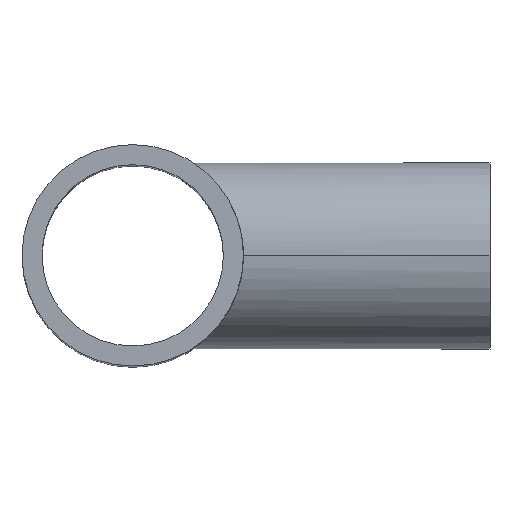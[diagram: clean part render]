
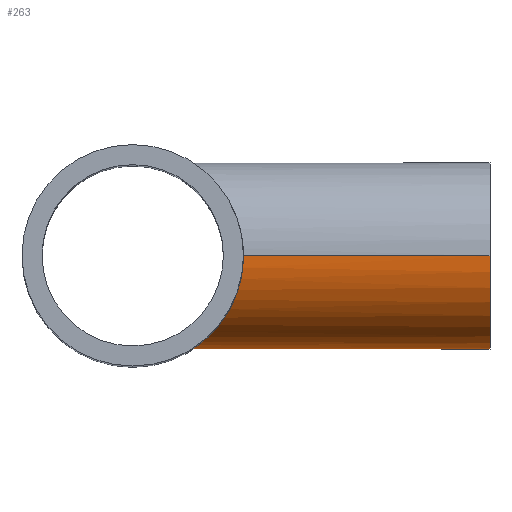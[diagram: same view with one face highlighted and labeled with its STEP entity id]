
A CAD part, top view. The second image highlights one B-rep face of the part: STEP entity #263.
In plain terms, the highlighted cylindrical face has radius 31.5 mm (diameter 63 mm), a partial arc.
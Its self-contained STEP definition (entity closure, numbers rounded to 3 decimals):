
#1 = CARTESIAN_POINT ( 'NONE',  ( 31.992, -19.655, -24.699 ) ) ;
#3 = CARTESIAN_POINT ( 'NONE',  ( 23.575, -29.164, -11.914 ) ) ;
#7 = CARTESIAN_POINT ( 'NONE',  ( 34.97, -13.58, -28.442 ) ) ;
#10 = CARTESIAN_POINT ( 'NONE',  ( 121., 0., 31.5 ) ) ;
#14 = CARTESIAN_POINT ( 'NONE',  ( 23.343, -29.35, -11.449 ) ) ;
#18 = VECTOR ( 'NONE', #662, 1000. ) ;
#42 = CARTESIAN_POINT ( 'NONE',  ( 121., 0., 0. ) ) ;
#47 = CARTESIAN_POINT ( 'NONE',  ( 29.466, -23.21, 21.319 ) ) ;
#49 = CARTESIAN_POINT ( 'NONE',  ( 36.728, -7.591, 30.576 ) ) ;
#51 = CARTESIAN_POINT ( 'NONE',  ( 33.111, -17.611, 26.122 ) ) ;
#53 = CIRCLE ( 'NONE', #401, 31.5 ) ;
#55 = CARTESIAN_POINT ( 'NONE',  ( 37.5, -2.221, -31.5 ) ) ;
#57 = CARTESIAN_POINT ( 'NONE',  ( 20.435, -31.444, 2.176 ) ) ;
#59 = CARTESIAN_POINT ( 'NONE',  ( 27.11, -25.912, -17.918 ) ) ;
#62 = CARTESIAN_POINT ( 'NONE',  ( 22.893, -29.702, -10.501 ) ) ;
#65 = CARTESIAN_POINT ( 'NONE',  ( 36.732, -7.571, -30.582 ) ) ;
#68 = VERTEX_POINT ( 'NONE', #425 ) ;
#70 = ORIENTED_EDGE ( 'NONE', *, *, #358, .F. ) ;
#86 = CARTESIAN_POINT ( 'NONE',  ( 121., 0., -31.5 ) ) ;
#93 = CARTESIAN_POINT ( 'NONE',  ( 37.5, 0., 31.5 ) ) ;
#94 = EDGE_CURVE ( 'NONE', #328, #68, #135, .T. ) ;
#101 = FACE_OUTER_BOUND ( 'NONE', #608, .T. ) ;
#102 = CARTESIAN_POINT ( 'NONE',  ( 37.5, 0., -31.5 ) ) ;
#106 = CARTESIAN_POINT ( 'NONE',  ( 26.305, -26.736, 16.684 ) ) ;
#109 = CARTESIAN_POINT ( 'NONE',  ( 34.595, -14.506, -27.98 ) ) ;
#113 = CARTESIAN_POINT ( 'NONE',  ( 25.786, -27.236, 15.855 ) ) ;
#124 = AXIS2_PLACEMENT_3D ( 'NONE', #153, #620, #197 ) ;
#135 = LINE ( 'NONE', #86, #18 ) ;
#139 = VECTOR ( 'NONE', #234, 1000. ) ;
#146 = CARTESIAN_POINT ( 'NONE',  ( 33.976, -15.878, 27.21 ) ) ;
#151 = CARTESIAN_POINT ( 'NONE',  ( 34.96, -13.603, 28.431 ) ) ;
#153 = CARTESIAN_POINT ( 'NONE',  ( 121., 0., 0. ) ) ;
#155 = CARTESIAN_POINT ( 'NONE',  ( 21.047, -31.039, -5.472 ) ) ;
#157 = CARTESIAN_POINT ( 'NONE',  ( 21.676, -30.603, -7.538 ) ) ;
#159 = CARTESIAN_POINT ( 'NONE',  ( 28.961, -23.836, -20.617 ) ) ;
#167 = CARTESIAN_POINT ( 'NONE',  ( 31.013, -21.15, -23.425 ) ) ;
#195 = CARTESIAN_POINT ( 'NONE',  ( 36.367, -9.162, 30.143 ) ) ;
#197 = DIRECTION ( 'NONE',  ( 0., 0., 1. ) ) ;
#199 = CARTESIAN_POINT ( 'NONE',  ( 35.647, -11.687, 29.271 ) ) ;
#203 = CARTESIAN_POINT ( 'NONE',  ( 22.674, -29.87, -10.016 ) ) ;
#212 = CARTESIAN_POINT ( 'NONE',  ( 28.944, -23.857, 20.593 ) ) ;
#216 = CARTESIAN_POINT ( 'NONE',  ( 36.372, -9.142, -30.149 ) ) ;
#234 = DIRECTION ( 'NONE',  ( -1., 0., 0. ) ) ;
#246 = CARTESIAN_POINT ( 'NONE',  ( 121., 0., -31.5 ) ) ;
#252 = CARTESIAN_POINT ( 'NONE',  ( 31., -21.169, 23.407 ) ) ;
#254 = CARTESIAN_POINT ( 'NONE',  ( 27.374, -25.633, -18.315 ) ) ;
#255 = CARTESIAN_POINT ( 'NONE',  ( 20.346, -31.501, 1.08 ) ) ;
#256 = CARTESIAN_POINT ( 'NONE',  ( 28.17, -24.756, -19.484 ) ) ;
#259 = CARTESIAN_POINT ( 'NONE',  ( 25.795, -27.26, -15.903 ) ) ;
#261 = ORIENTED_EDGE ( 'NONE', *, *, #94, .F. ) ;
#262 = CARTESIAN_POINT ( 'NONE',  ( 27.886, -25.085, 19.077 ) ) ;
#263 = ADVANCED_FACE ( 'NONE', ( #101 ), #673, .T. ) ;
#281 = B_SPLINE_CURVE_WITH_KNOTS ( 'NONE', 3,
 ( #93, #680, #290, #295, #49, #676, #195, #360, #199, #151, #363, #146, #406, #624, #51, #305, #252, #47, #212, #262, #309, #106, #113, #376, #306, #636, #647, #483, #530, #420, #533, #578, #317, #310, #580, #57, #255, #531, #372, #529, #431, #472, #155, #157, #584, #203, #62, #14, #3, #423, #259, #59, #254, #638, #256, #159, #471, #167, #1, #475, #418, #109, #7, #536, #369, #216, #575, #65, #365, #480, #55, #102 ),
 .UNSPECIFIED., .F., .F.,
 ( 4, 2, 2, 2, 2, 2, 2, 2, 2, 2, 2, 2, 2, 2, 2, 2, 2, 2, 2, 2, 2, 2, 2, 2, 2, 2, 2, 2, 2, 2, 2, 2, 2, 2, 2, 4 ),
 ( 0., 0.007, 0.008, 0.01, 0.013, 0.016, 0.018, 0.02, 0.026, 0.03, 0.033, 0.036, 0.04, 0.041, 0.043, 0.046, 0.048, 0.049, 0.053, 0.054, 0.056, 0.059, 0.063, 0.064, 0.066, 0.072, 0.074, 0.076, 0.079, 0.086, 0.089, 0.092, 0.095, 0.097, 0.099, 0.105 ),
 .UNSPECIFIED. ) ;
#290 = CARTESIAN_POINT ( 'NONE',  ( 37.302, -4.408, 31.265 ) ) ;
#295 = CARTESIAN_POINT ( 'NONE',  ( 36.833, -7.064, 30.703 ) ) ;
#305 = CARTESIAN_POINT ( 'NONE',  ( 31.979, -19.675, 24.682 ) ) ;
#306 = CARTESIAN_POINT ( 'NONE',  ( 24.275, -28.589, 13.263 ) ) ;
#309 = CARTESIAN_POINT ( 'NONE',  ( 27.355, -25.662, 18.294 ) ) ;
#310 = CARTESIAN_POINT ( 'NONE',  ( 20.803, -31.201, 4.363 ) ) ;
#317 = CARTESIAN_POINT ( 'NONE',  ( 21.053, -31.033, 5.43 ) ) ;
#328 = VERTEX_POINT ( 'NONE', #246 ) ;
#358 = EDGE_CURVE ( 'NONE', #385, #328, #53, .T. ) ;
#360 = CARTESIAN_POINT ( 'NONE',  ( 35.957, -10.697, 29.647 ) ) ;
#363 = CARTESIAN_POINT ( 'NONE',  ( 34.584, -14.531, 27.967 ) ) ;
#365 = CARTESIAN_POINT ( 'NONE',  ( 36.837, -7.043, -30.707 ) ) ;
#369 = CARTESIAN_POINT ( 'NONE',  ( 35.964, -10.677, -29.655 ) ) ;
#372 = CARTESIAN_POINT ( 'NONE',  ( 20.37, -31.485, -1.115 ) ) ;
#375 = EDGE_CURVE ( 'NONE', #502, #68, #281, .T. ) ;
#376 = CARTESIAN_POINT ( 'NONE',  ( 24.771, -28.162, 14.145 ) ) ;
#385 = VERTEX_POINT ( 'NONE', #10 ) ;
#401 = AXIS2_PLACEMENT_3D ( 'NONE', #42, #520, #522 ) ;
#406 = CARTESIAN_POINT ( 'NONE',  ( 33.765, -16.322, 26.947 ) ) ;
#418 = CARTESIAN_POINT ( 'NONE',  ( 33.787, -16.299, -26.975 ) ) ;
#420 = CARTESIAN_POINT ( 'NONE',  ( 22.039, -30.344, 8.516 ) ) ;
#423 = CARTESIAN_POINT ( 'NONE',  ( 24.763, -28.188, -14.2 ) ) ;
#425 = CARTESIAN_POINT ( 'NONE',  ( 37.5, 0., -31.5 ) ) ;
#426 = ORIENTED_EDGE ( 'NONE', *, *, #375, .T. ) ;
#431 = CARTESIAN_POINT ( 'NONE',  ( 20.527, -31.383, -2.766 ) ) ;
#433 = ORIENTED_EDGE ( 'NONE', *, *, #526, .T. ) ;
#471 = CARTESIAN_POINT ( 'NONE',  ( 29.482, -23.19, -21.341 ) ) ;
#472 = CARTESIAN_POINT ( 'NONE',  ( 20.791, -31.209, -4.411 ) ) ;
#475 = CARTESIAN_POINT ( 'NONE',  ( 33.351, -17.171, -26.428 ) ) ;
#480 = CARTESIAN_POINT ( 'NONE',  ( 37.304, -4.39, -31.268 ) ) ;
#483 = CARTESIAN_POINT ( 'NONE',  ( 22.882, -29.711, 10.477 ) ) ;
#502 = VERTEX_POINT ( 'NONE', #599 ) ;
#520 = DIRECTION ( 'NONE',  ( 1., 0., 0. ) ) ;
#522 = DIRECTION ( 'NONE',  ( 0., 0., -1. ) ) ;
#526 = EDGE_CURVE ( 'NONE', #385, #502, #658, .T. ) ;
#529 = CARTESIAN_POINT ( 'NONE',  ( 20.46, -31.427, -2.214 ) ) ;
#530 = CARTESIAN_POINT ( 'NONE',  ( 22.664, -29.878, 9.992 ) ) ;
#531 = CARTESIAN_POINT ( 'NONE',  ( 20.347, -31.5, -0.566 ) ) ;
#533 = CARTESIAN_POINT ( 'NONE',  ( 21.666, -30.61, 7.51 ) ) ;
#536 = CARTESIAN_POINT ( 'NONE',  ( 35.654, -11.665, -29.279 ) ) ;
#575 = CARTESIAN_POINT ( 'NONE',  ( 36.5, -8.62, -30.303 ) ) ;
#578 = CARTESIAN_POINT ( 'NONE',  ( 21.195, -30.936, 5.955 ) ) ;
#580 = CARTESIAN_POINT ( 'NONE',  ( 20.695, -31.273, 3.818 ) ) ;
#584 = CARTESIAN_POINT ( 'NONE',  ( 22.05, -30.337, -8.543 ) ) ;
#599 = CARTESIAN_POINT ( 'NONE',  ( 37.5, 0., 31.5 ) ) ;
#608 = EDGE_LOOP ( 'NONE', ( #261, #70, #433, #426 ) ) ;
#620 = DIRECTION ( 'NONE',  ( -1., 0., 0. ) ) ;
#624 = CARTESIAN_POINT ( 'NONE',  ( 33.332, -17.188, 26.402 ) ) ;
#636 = CARTESIAN_POINT ( 'NONE',  ( 23.564, -29.174, 11.891 ) ) ;
#638 = CARTESIAN_POINT ( 'NONE',  ( 27.905, -25.055, -19.098 ) ) ;
#647 = CARTESIAN_POINT ( 'NONE',  ( 23.332, -29.359, 11.426 ) ) ;
#649 = CARTESIAN_POINT ( 'NONE',  ( 121., 0., 31.5 ) ) ;
#658 = LINE ( 'NONE', #649, #139 ) ;
#662 = DIRECTION ( 'NONE',  ( -1., 0., 0. ) ) ;
#673 = CYLINDRICAL_SURFACE ( 'NONE', #124, 31.5 ) ;
#676 = CARTESIAN_POINT ( 'NONE',  ( 36.495, -8.64, 30.297 ) ) ;
#680 = CARTESIAN_POINT ( 'NONE',  ( 37.5, -2.233, 31.5 ) ) ;
